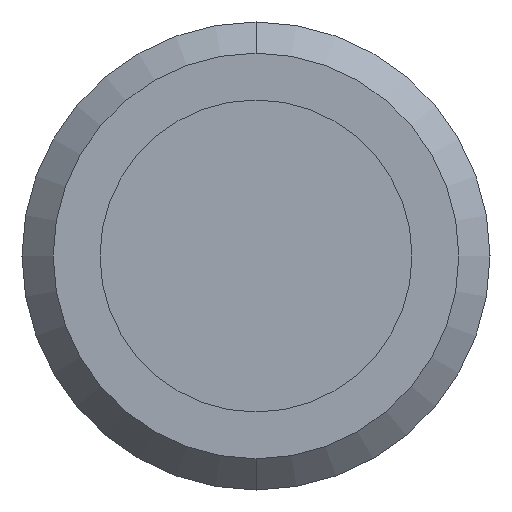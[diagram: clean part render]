
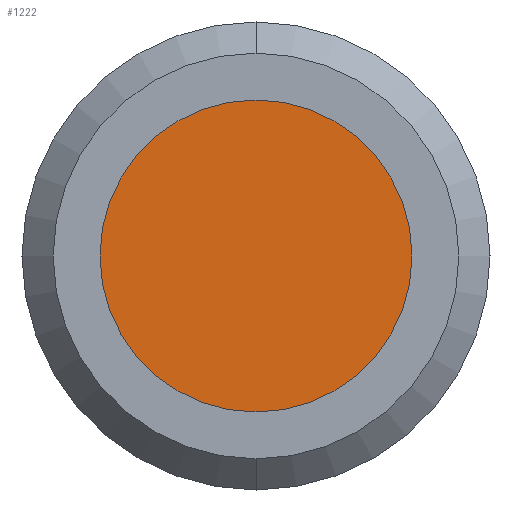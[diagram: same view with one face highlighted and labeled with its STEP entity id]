
A CAD part, front view. The second image highlights one B-rep face of the part: STEP entity #1222.
In plain terms, the highlighted planar face has unit normal (0, -1, 0).
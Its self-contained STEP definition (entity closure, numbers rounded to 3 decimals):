
#65 = CARTESIAN_POINT ( 'NONE',  ( 0., -14.8, -0.5 ) ) ;
#176 = CIRCLE ( 'NONE', #3268, 0.5 ) ;
#243 = CARTESIAN_POINT ( 'NONE',  ( -0.5, -14.8, 0. ) ) ;
#550 = VERTEX_POINT ( 'NONE', #65 ) ;
#763 = CARTESIAN_POINT ( 'NONE',  ( 0., -14.8, 0.5 ) ) ;
#893 = ORIENTED_EDGE ( 'NONE', *, *, #1575, .F. ) ;
#967 = AXIS2_PLACEMENT_3D ( 'NONE', #243, #3429, #2126 ) ;
#1001 = DIRECTION ( 'NONE',  ( 0., 0., 1. ) ) ;
#1222 = ADVANCED_FACE ( 'Defeature ausgef�hrt1_2', ( #1239 ), #1564, .T. ) ;
#1239 = FACE_OUTER_BOUND ( 'NONE', #3255, .T. ) ;
#1442 = CIRCLE ( 'NONE', #2642, 0.5 ) ;
#1522 = EDGE_CURVE ( 'Defeature ausgef�hrt1_3+Defeature ausgef�hrt1_2+Defeature ausgef�hrt1_2+Defeature ausgef�hrt1_2', #2816, #550, #1442, .T. ) ;
#1564 = PLANE ( 'NONE',  #967 ) ;
#1570 = DIRECTION ( 'NONE',  ( 0., 1., 0. ) ) ;
#1575 = EDGE_CURVE ( 'Defeature ausgef�hrt1_3+Defeature ausgef�hrt1_2+Defeature ausgef�hrt1_2+Defeature ausgef�hrt1_2', #550, #2816, #176, .T. ) ;
#1767 = DIRECTION ( 'NONE',  ( 0., 1., 0. ) ) ;
#2087 = CARTESIAN_POINT ( 'NONE',  ( 0., -14.8, 0. ) ) ;
#2126 = DIRECTION ( 'NONE',  ( 0., 0., -1. ) ) ;
#2470 = ORIENTED_EDGE ( 'NONE', *, *, #1522, .F. ) ;
#2596 = CARTESIAN_POINT ( 'NONE',  ( 0., -14.8, 0. ) ) ;
#2642 = AXIS2_PLACEMENT_3D ( 'NONE', #2596, #1767, #1001 ) ;
#2816 = VERTEX_POINT ( 'NONE', #763 ) ;
#2930 = DIRECTION ( 'NONE',  ( 0., 0., 1. ) ) ;
#3255 = EDGE_LOOP ( 'NONE', ( #2470, #893 ) ) ;
#3268 = AXIS2_PLACEMENT_3D ( 'NONE', #2087, #1570, #2930 ) ;
#3429 = DIRECTION ( 'NONE',  ( 0., -1., 0. ) ) ;
